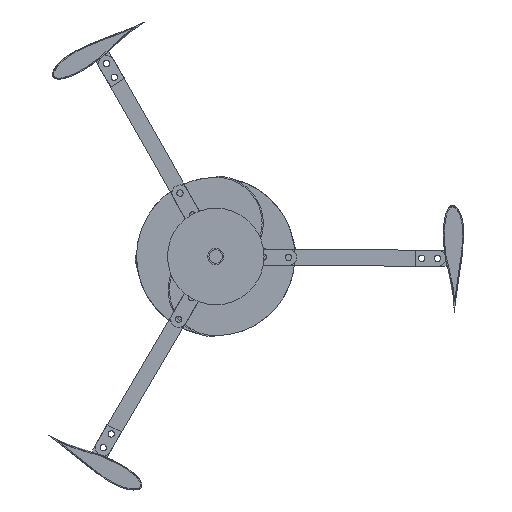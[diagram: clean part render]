
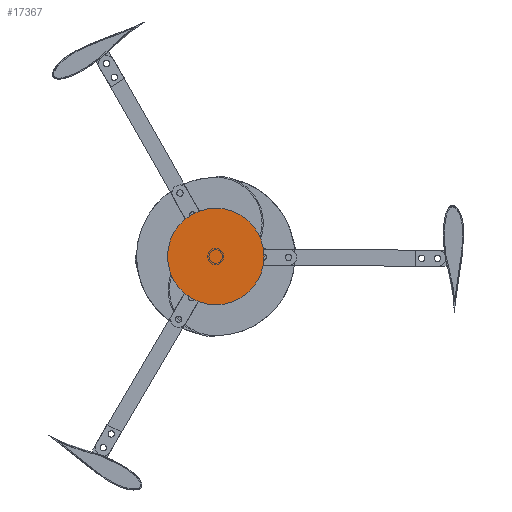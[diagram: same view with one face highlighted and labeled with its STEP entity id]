
A CAD part, front view. The second image highlights one B-rep face of the part: STEP entity #17367.
In plain terms, the highlighted planar face has unit normal (0, -1, 0).
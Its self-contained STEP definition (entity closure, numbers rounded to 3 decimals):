
#247 = DIRECTION ( 'NONE',  ( 0., 1., 0. ) ) ;
#269 = AXIS2_PLACEMENT_3D ( 'NONE', #13918, #247, #14125 ) ;
#523 = EDGE_LOOP ( 'NONE', ( #6001, #15667 ) ) ;
#1327 = VERTEX_POINT ( 'NONE', #19059 ) ;
#2641 = EDGE_CURVE ( 'NONE', #7324, #1327, #15419, .T. ) ;
#4655 = AXIS2_PLACEMENT_3D ( 'NONE', #16490, #10637, #9253 ) ;
#5358 = DIRECTION ( 'NONE',  ( 0., 0., 1. ) ) ;
#6001 = ORIENTED_EDGE ( 'NONE', *, *, #6717, .F. ) ;
#6717 = EDGE_CURVE ( 'NONE', #1327, #7324, #16437, .T. ) ;
#7324 = VERTEX_POINT ( 'NONE', #17078 ) ;
#9253 = DIRECTION ( 'NONE',  ( 0., 0., 1. ) ) ;
#9839 = CARTESIAN_POINT ( 'NONE',  ( 0., 0., 0. ) ) ;
#10637 = DIRECTION ( 'NONE',  ( 0., 1., 0. ) ) ;
#13656 = AXIS2_PLACEMENT_3D ( 'NONE', #9839, #19051, #5358 ) ;
#13918 = CARTESIAN_POINT ( 'NONE',  ( 0., 0., 0. ) ) ;
#14125 = DIRECTION ( 'NONE',  ( 0., 0., 1. ) ) ;
#14368 = PLANE ( 'NONE',  #13656 ) ;
#14462 = FACE_OUTER_BOUND ( 'NONE', #523, .T. ) ;
#15419 = CIRCLE ( 'NONE', #4655, 76.2 ) ;
#15667 = ORIENTED_EDGE ( 'NONE', *, *, #2641, .F. ) ;
#16437 = CIRCLE ( 'NONE', #269, 76.2 ) ;
#16490 = CARTESIAN_POINT ( 'NONE',  ( 0., 0., 0. ) ) ;
#17078 = CARTESIAN_POINT ( 'NONE',  ( 0., 0., 76.2 ) ) ;
#17367 = ADVANCED_FACE ( 'NONE', ( #14462 ), #14368, .F. ) ;
#19051 = DIRECTION ( 'NONE',  ( 0., 1., 0. ) ) ;
#19059 = CARTESIAN_POINT ( 'NONE',  ( 0., 0., -76.2 ) ) ;
